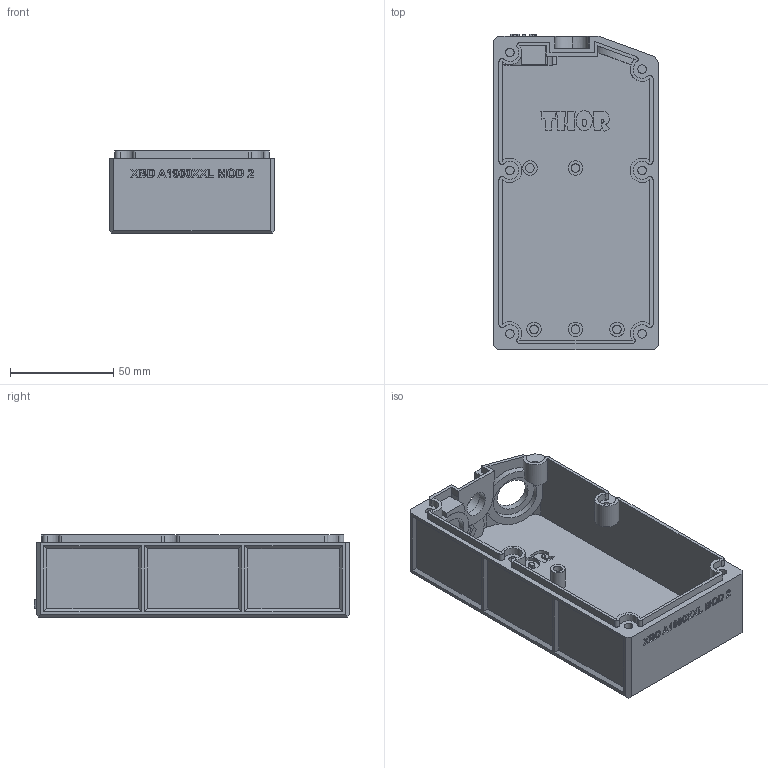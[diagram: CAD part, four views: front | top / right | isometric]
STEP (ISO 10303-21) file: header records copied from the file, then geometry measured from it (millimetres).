
FILE_DESCRIPTION(/* description */ (''),/* implementation_level */ '2;1');
FILE_NAME(/* name */ 'Component_Thor A1M1900XXL MOD2 Bottom.step',/* time_stamp */ '2025-05-18T21:32:30-05:00',/* author */ (''),/* organization */ (''),/* preprocessor_version */ 'ST-DEVELOPER v20.1',/* originating_system */ 'Autodesk Translation Framework v14.4.0.0',/* authorisation */ '');
FILE_SCHEMA (('AUTOMOTIVE_DESIGN { 1 0 10303 214 3 1 1 }'));
Length unit declared in the file: millimetre
Products named in the file (1): 2025-05-18-21-32-30-466
Bounding box: 79.5 x 152.7 x 39.65 mm (x, y, z)
Volume: 102320.6 mm3; surface area: 65813 mm2
Topology: 4 solids, 4 shells, 1539 faces, 3842 edges, 2558 vertices
Faces by surface type: plane 1253, bspline 231, cylinder 54, cone 1
Full cylindrical faces by diameter (mm): 4.2 x11, 6.75 x1, 7 x5, 12.4 x1, 14 x1, 16.5 x2, 23 x2, 23.114 x1
Entity records: 47724 total; most frequent: CARTESIAN_POINT 12301, ORIENTED_EDGE 7684, DIRECTION 6103, EDGE_CURVE 3842, LINE 3245, VECTOR 3245, VERTEX_POINT 2558, EDGE_LOOP 1800
